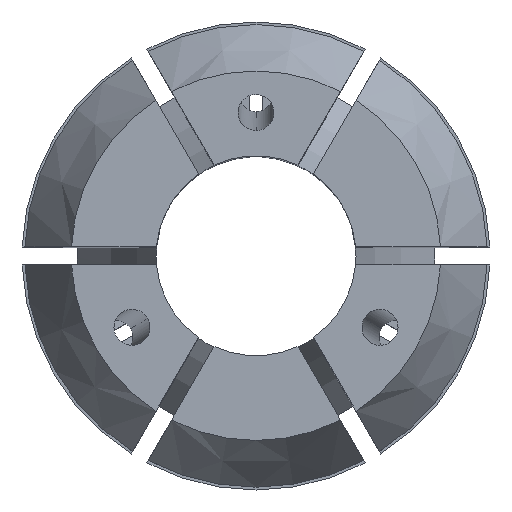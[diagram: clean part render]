
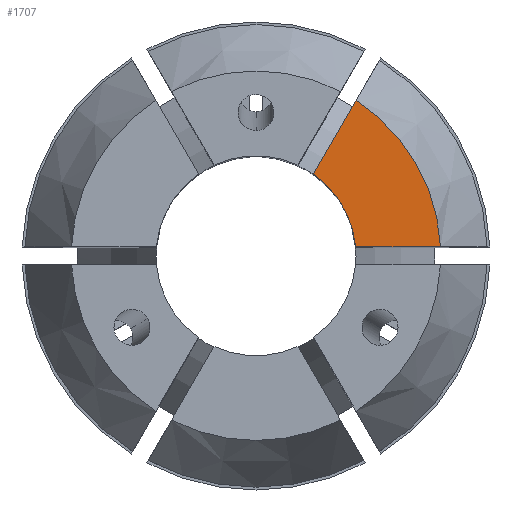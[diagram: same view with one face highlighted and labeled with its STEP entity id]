
A CAD part, top view. The second image highlights one B-rep face of the part: STEP entity #1707.
In plain terms, the highlighted planar face has unit normal (0, 0, 1).
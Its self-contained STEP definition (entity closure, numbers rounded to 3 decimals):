
#168 = CARTESIAN_POINT ( 'NONE',  ( 3.2, 4.542, 34. ) ) ;
#206 = EDGE_CURVE ( 'NONE', #311, #285, #211, .T. ) ;
#211 = CIRCLE ( 'NONE', #1161, 10.263 ) ;
#276 = DIRECTION ( 'NONE',  ( 0., 0., 1. ) ) ;
#285 = VERTEX_POINT ( 'NONE', #1225 ) ;
#311 = VERTEX_POINT ( 'NONE', #594 ) ;
#487 = CARTESIAN_POINT ( 'NONE',  ( 0., 0., 34. ) ) ;
#551 = DIRECTION ( 'NONE',  ( 1., 0., 0. ) ) ;
#594 = CARTESIAN_POINT ( 'NONE',  ( 5.558, 8.627, 34. ) ) ;
#804 = VECTOR ( 'NONE', #3324, 1000. ) ;
#828 = CARTESIAN_POINT ( 'NONE',  ( 0., 10.263, 34. ) ) ;
#1104 = CARTESIAN_POINT ( 'NONE',  ( 4.877, 7.447, 34. ) ) ;
#1161 = AXIS2_PLACEMENT_3D ( 'NONE', #487, #2818, #1689 ) ;
#1225 = CARTESIAN_POINT ( 'NONE',  ( 10.251, 0.5, 34. ) ) ;
#1411 = EDGE_LOOP ( 'NONE', ( #1920, #1678, #1577, #3181 ) ) ;
#1435 = DIRECTION ( 'NONE',  ( 1., 0., 0. ) ) ;
#1577 = ORIENTED_EDGE ( 'NONE', *, *, #2195, .F. ) ;
#1600 = CARTESIAN_POINT ( 'NONE',  ( 0., 0.5, 34. ) ) ;
#1640 = PLANE ( 'NONE',  #2647 ) ;
#1663 = LINE ( 'NONE', #1600, #804 ) ;
#1678 = ORIENTED_EDGE ( 'NONE', *, *, #1760, .F. ) ;
#1689 = DIRECTION ( 'NONE',  ( -1., 0., 0. ) ) ;
#1707 = ADVANCED_FACE ( 'NONE', ( #2676 ), #1640, .T. ) ;
#1760 = EDGE_CURVE ( 'NONE', #3089, #2491, #3582, .T. ) ;
#1920 = ORIENTED_EDGE ( 'NONE', *, *, #2555, .F. ) ;
#2195 = EDGE_CURVE ( 'NONE', #285, #3089, #1663, .T. ) ;
#2246 = CARTESIAN_POINT ( 'NONE',  ( 0., 0., 34. ) ) ;
#2491 = VERTEX_POINT ( 'NONE', #168 ) ;
#2555 = EDGE_CURVE ( 'NONE', #2491, #311, #2627, .T. ) ;
#2627 = LINE ( 'NONE', #1104, #3399 ) ;
#2647 = AXIS2_PLACEMENT_3D ( 'NONE', #828, #276, #1435 ) ;
#2676 = FACE_OUTER_BOUND ( 'NONE', #1411, .T. ) ;
#2818 = DIRECTION ( 'NONE',  ( 0., 0., -1. ) ) ;
#3068 = DIRECTION ( 'NONE',  ( 0.5, 0.866, 0. ) ) ;
#3089 = VERTEX_POINT ( 'NONE', #3380 ) ;
#3181 = ORIENTED_EDGE ( 'NONE', *, *, #206, .F. ) ;
#3324 = DIRECTION ( 'NONE',  ( -1., 0., 0. ) ) ;
#3380 = CARTESIAN_POINT ( 'NONE',  ( 5.534, 0.5, 34. ) ) ;
#3399 = VECTOR ( 'NONE', #3068, 1000. ) ;
#3437 = DIRECTION ( 'NONE',  ( 0., 0., 1. ) ) ;
#3582 = CIRCLE ( 'NONE', #3725, 5.556 ) ;
#3725 = AXIS2_PLACEMENT_3D ( 'NONE', #2246, #3437, #551 ) ;
